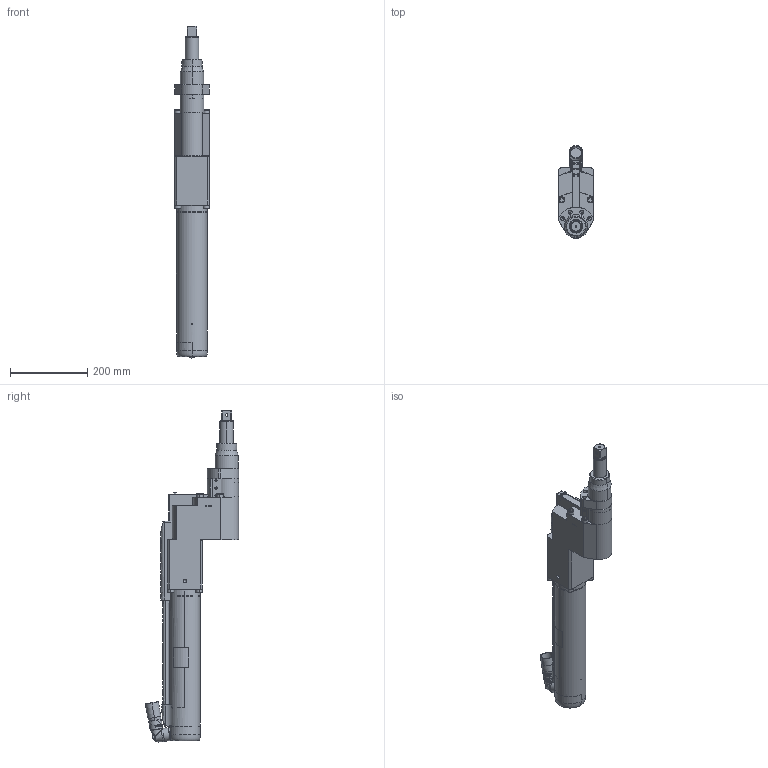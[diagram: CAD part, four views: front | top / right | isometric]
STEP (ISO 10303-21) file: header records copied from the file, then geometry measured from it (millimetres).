
FILE_DESCRIPTION((''),'2;1');
FILE_NAME('EXT_COMP_SW0014','2024-02-29T10:26:16',('INEdipo'),(''),'CREO PARAMETRIC BY PTC INC, 2022414','CREO PARAMETRIC BY PTC INC, 2022414','');
FILE_SCHEMA(('AP242_MANAGED_MODEL_BASED_3D_ENGINEERING_MIM_LF { 1 0 10303 442 1 1 4 }'));
Products named in the file (1): EXT_COMP_SW0014
Bounding box: 90 x 241.88 x 862.18 mm (x, y, z)
Volume: 5186541.2 mm3; surface area: 378319.6 mm2
Topology: 4 solids, 7 shells, 1626 faces, 4321 edges, 2749 vertices
Faces by surface type: plane 797, cylinder 351, bspline 204, torus 148, cone 91, sphere 22, extrusion 9, revolution 4
Entity records: 74879 total; most frequent: CARTESIAN_POINT 25398, ORIENTED_EDGE 8570, DIRECTION 7407, EDGE_CURVE 4285, VERTEX_POINT 2745, AXIS2_PLACEMENT_3D 2685, VECTOR 2033, LINE 2024
